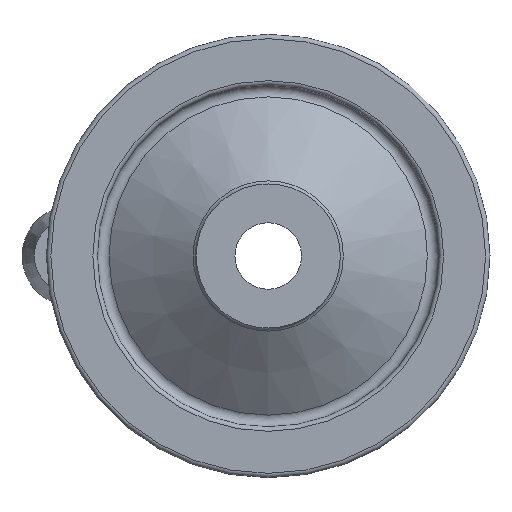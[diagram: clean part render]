
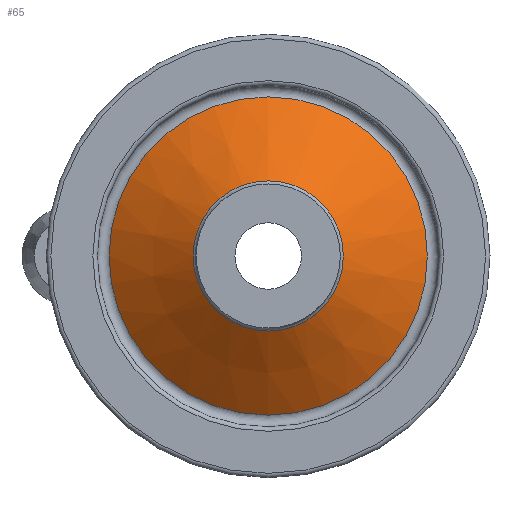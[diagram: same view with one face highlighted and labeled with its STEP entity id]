
A CAD part, left-side view. The second image highlights one B-rep face of the part: STEP entity #65.
In plain terms, the highlighted conical face has half-angle 53.939 degrees and reference radius 13.549 mm.
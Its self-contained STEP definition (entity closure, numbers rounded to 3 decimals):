
#65 = ADVANCED_FACE( '', ( #148, #149 ), #150, .T. );
#148 = FACE_OUTER_BOUND( '', #254, .T. );
#149 = FACE_BOUND( '', #255, .T. );
#150 = CONICAL_SURFACE( '', #256, 13.548, 0.941 );
#254 = EDGE_LOOP( '', ( #404 ) );
#255 = EDGE_LOOP( '', ( #405 ) );
#256 = AXIS2_PLACEMENT_3D( '', #406, #407, #408 );
#404 = ORIENTED_EDGE( '', *, *, #511, .F. );
#405 = ORIENTED_EDGE( '', *, *, #528, .T. );
#406 = CARTESIAN_POINT( '', ( 9.727, 0., 0. ) );
#407 = DIRECTION( '', ( 1., 0., 0. ) );
#408 = DIRECTION( '', ( 0., 0., -1. ) );
#511 = EDGE_CURVE( '', #566, #566, #567, .T. );
#528 = EDGE_CURVE( '', #594, #594, #595, .T. );
#566 = VERTEX_POINT( '', #645 );
#567 = CIRCLE( '', #646, 28.702 );
#594 = VERTEX_POINT( '', #673 );
#595 = CIRCLE( '', #674, 13.548 );
#645 = CARTESIAN_POINT( '', ( 20.762, 0., -28.702 ) );
#646 = AXIS2_PLACEMENT_3D( '', #730, #731, #732 );
#673 = CARTESIAN_POINT( '', ( 9.727, 0., -13.548 ) );
#674 = AXIS2_PLACEMENT_3D( '', #763, #764, #765 );
#730 = CARTESIAN_POINT( '', ( 20.762, 0., 0. ) );
#731 = DIRECTION( '', ( 1., 0., 0. ) );
#732 = DIRECTION( '', ( 0., 0., -1. ) );
#763 = CARTESIAN_POINT( '', ( 9.727, 0., 0. ) );
#764 = DIRECTION( '', ( 1., 0., 0. ) );
#765 = DIRECTION( '', ( 0., 0., -1. ) );
